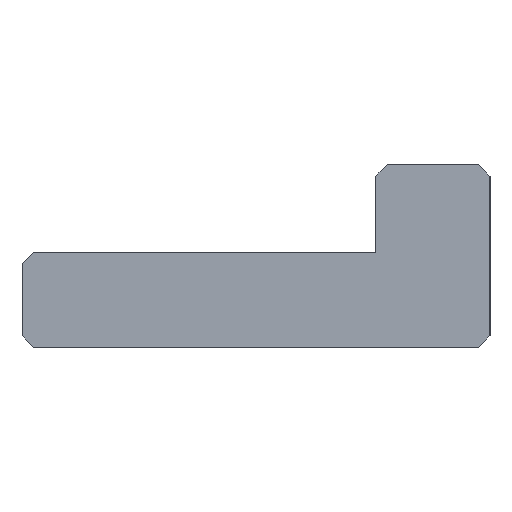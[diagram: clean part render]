
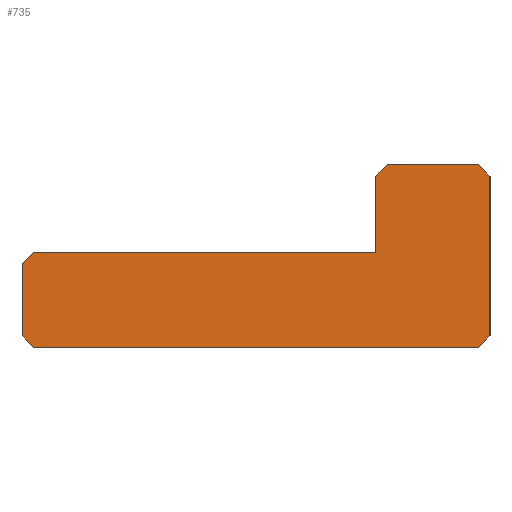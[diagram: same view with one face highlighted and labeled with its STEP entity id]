
A CAD part, left-side view. The second image highlights one B-rep face of the part: STEP entity #735.
In plain terms, the highlighted planar face has unit normal (-1, 0, 0).
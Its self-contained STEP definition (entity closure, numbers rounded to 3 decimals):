
#2=DIRECTION('',(0.,-1.,0.));
#3=VECTOR('',#2,9.);
#4=CARTESIAN_POINT('',(-14.,12.,0.));
#5=LINE('',#4,#3);
#6=DIRECTION('',(0.,0.,1.));
#7=VECTOR('',#6,2.);
#8=CARTESIAN_POINT('',(-14.,3.,0.));
#9=LINE('',#8,#7);
#10=DIRECTION('',(0.,-1.,0.));
#11=VECTOR('',#10,2.4);
#12=CARTESIAN_POINT('',(-14.,2.7,2.3));
#13=LINE('',#12,#11);
#14=DIRECTION('',(0.,0.,-1.));
#15=VECTOR('',#14,4.2);
#16=CARTESIAN_POINT('',(-14.,0.,2.));
#17=LINE('',#16,#15);
#18=DIRECTION('',(0.,1.,0.));
#19=VECTOR('',#18,11.7);
#20=CARTESIAN_POINT('',(-14.,0.3,-2.5));
#21=LINE('',#20,#19);
#22=DIRECTION('',(0.,0.,1.));
#23=VECTOR('',#22,1.9);
#24=CARTESIAN_POINT('',(-14.,12.3,-2.2));
#25=LINE('',#24,#23);
#237=DIRECTION('',(0.,0.707,-0.707));
#238=VECTOR('',#237,0.424);
#239=CARTESIAN_POINT('',(-14.,2.7,2.3));
#240=LINE('',#239,#238);
#277=DIRECTION('',(0.,0.707,0.707));
#278=VECTOR('',#277,0.424);
#279=CARTESIAN_POINT('',(-14.,0.,2.));
#280=LINE('',#279,#278);
#435=DIRECTION('',(0.,-0.707,0.707));
#436=VECTOR('',#435,0.424);
#437=CARTESIAN_POINT('',(-14.,0.3,-2.5));
#438=LINE('',#437,#436);
#487=DIRECTION('',(0.,0.707,-0.707));
#488=VECTOR('',#487,0.424);
#489=CARTESIAN_POINT('',(-14.,12.,0.));
#490=LINE('',#489,#488);
#503=DIRECTION('',(0.,-0.707,-0.707));
#504=VECTOR('',#503,0.424);
#505=CARTESIAN_POINT('',(-14.,12.3,-2.2));
#506=LINE('',#505,#504);
#596=CARTESIAN_POINT('',(-14.,3.,0.));
#597=VERTEX_POINT('',#596);
#598=CARTESIAN_POINT('',(-14.,12.,0.));
#600=VERTEX_POINT('',#598);
#602=CARTESIAN_POINT('',(-14.,12.3,-0.3));
#604=VERTEX_POINT('',#602);
#606=CARTESIAN_POINT('',(-14.,12.3,-2.2));
#608=VERTEX_POINT('',#606);
#610=CARTESIAN_POINT('',(-14.,12.,-2.5));
#612=VERTEX_POINT('',#610);
#614=CARTESIAN_POINT('',(-14.,2.7,2.3));
#615=CARTESIAN_POINT('',(-14.,3.,2.));
#616=VERTEX_POINT('',#614);
#617=VERTEX_POINT('',#615);
#622=CARTESIAN_POINT('',(-14.,0.,2.));
#623=CARTESIAN_POINT('',(-14.,0.3,2.3));
#624=VERTEX_POINT('',#622);
#625=VERTEX_POINT('',#623);
#630=CARTESIAN_POINT('',(-14.,0.3,-2.5));
#631=CARTESIAN_POINT('',(-14.,0.,-2.2));
#632=VERTEX_POINT('',#630);
#633=VERTEX_POINT('',#631);
#706=CARTESIAN_POINT('',(-14.,0.,0.));
#707=DIRECTION('',(1.,0.,0.));
#708=DIRECTION('',(0.,0.,-1.));
#709=AXIS2_PLACEMENT_3D('',#706,#707,#708);
#710=PLANE('',#709);
#712=ORIENTED_EDGE('',*,*,#711,.T.);
#714=ORIENTED_EDGE('',*,*,#713,.T.);
#716=ORIENTED_EDGE('',*,*,#715,.F.);
#718=ORIENTED_EDGE('',*,*,#717,.T.);
#720=ORIENTED_EDGE('',*,*,#719,.F.);
#722=ORIENTED_EDGE('',*,*,#721,.T.);
#724=ORIENTED_EDGE('',*,*,#723,.F.);
#726=ORIENTED_EDGE('',*,*,#725,.T.);
#728=ORIENTED_EDGE('',*,*,#727,.F.);
#730=ORIENTED_EDGE('',*,*,#729,.T.);
#732=ORIENTED_EDGE('',*,*,#731,.F.);
#733=EDGE_LOOP('',(#712,#714,#716,#718,#720,#722,#724,#726,#728,#730,#732));
#734=FACE_OUTER_BOUND('',#733,.F.);
#735=ADVANCED_FACE('',(#734),#710,.F.);
#711=EDGE_CURVE('',#600,#597,#5,.T.);
#713=EDGE_CURVE('',#597,#617,#9,.T.);
#715=EDGE_CURVE('',#616,#617,#240,.T.);
#717=EDGE_CURVE('',#616,#625,#13,.T.);
#719=EDGE_CURVE('',#624,#625,#280,.T.);
#721=EDGE_CURVE('',#624,#633,#17,.T.);
#723=EDGE_CURVE('',#632,#633,#438,.T.);
#725=EDGE_CURVE('',#632,#612,#21,.T.);
#727=EDGE_CURVE('',#608,#612,#506,.T.);
#729=EDGE_CURVE('',#608,#604,#25,.T.);
#731=EDGE_CURVE('',#600,#604,#490,.T.);
